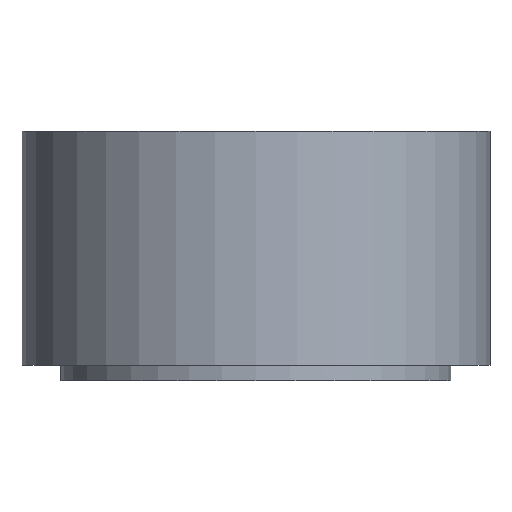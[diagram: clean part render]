
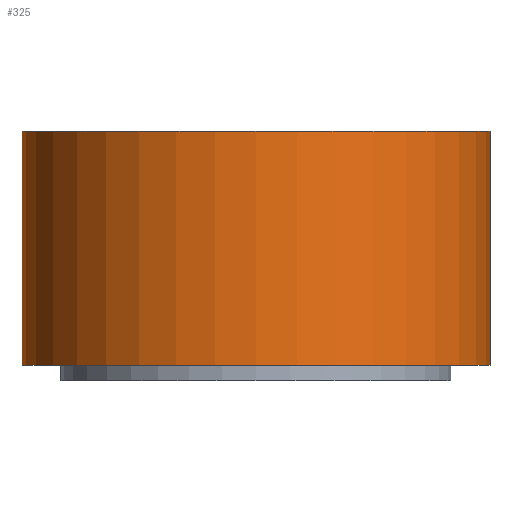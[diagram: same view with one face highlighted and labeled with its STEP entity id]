
A CAD part, front view. The second image highlights one B-rep face of the part: STEP entity #325.
In plain terms, the highlighted cylindrical face has radius 1.5 mm (diameter 3 mm), a full revolution.
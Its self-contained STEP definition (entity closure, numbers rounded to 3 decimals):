
#155=VERTEX_POINT('',#486);
#156=VERTEX_POINT('',#488);
#171=CIRCLE('',#355,1.5);
#172=CIRCLE('',#356,1.5);
#201=EDGE_CURVE('',#155,#155,#171,.T.);
#202=EDGE_CURVE('',#156,#156,#172,.T.);
#257=ORIENTED_EDGE('',*,*,#201,.T.);
#258=ORIENTED_EDGE('',*,*,#202,.T.);
#281=EDGE_LOOP('',(#257));
#282=EDGE_LOOP('',(#258));
#305=FACE_BOUND('',#281,.T.);
#306=FACE_BOUND('',#282,.T.);
#325=ADVANCED_FACE('',(#305,#306),#498,.T.);
#354=AXIS2_PLACEMENT_3D('',#484,#418,#419);
#355=AXIS2_PLACEMENT_3D('',#485,#420,#421);
#356=AXIS2_PLACEMENT_3D('',#487,#422,#423);
#418=DIRECTION('',(0.,0.,1.));
#419=DIRECTION('',(1.5,0.,0.));
#420=DIRECTION('',(0.,0.,-1.));
#421=DIRECTION('',(1.5,0.,0.));
#422=DIRECTION('',(0.,0.,1.));
#423=DIRECTION('',(1.5,0.,0.));
#484=CARTESIAN_POINT('',(0.,0.,0.));
#485=CARTESIAN_POINT('',(0.,0.,1.5));
#486=CARTESIAN_POINT('',(1.5,0.,1.5));
#487=CARTESIAN_POINT('',(0.,0.,0.));
#488=CARTESIAN_POINT('',(1.5,0.,0.));
#498=CYLINDRICAL_SURFACE('',#354,1.5);
